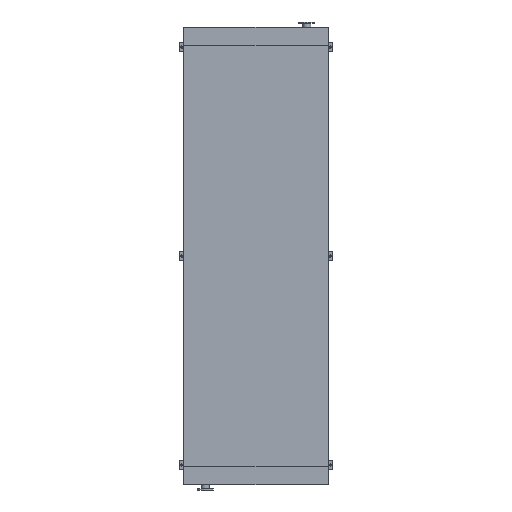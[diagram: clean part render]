
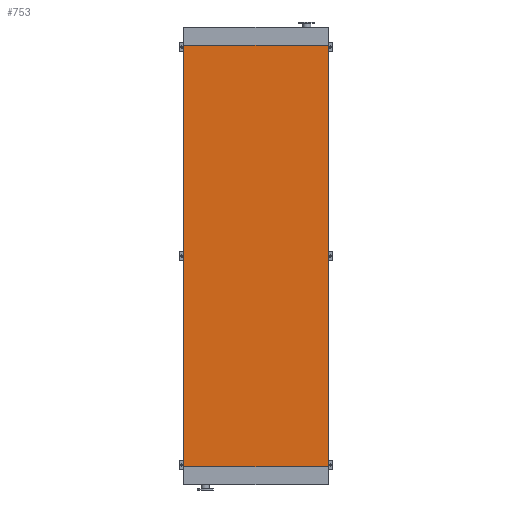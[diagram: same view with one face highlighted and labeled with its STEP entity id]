
A CAD part, front view. The second image highlights one B-rep face of the part: STEP entity #753.
In plain terms, the highlighted planar face has unit normal (0, -1, 0).
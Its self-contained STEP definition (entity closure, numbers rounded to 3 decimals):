
#332 = VECTOR ( 'NONE', #16826, 1000. ) ;
#666 = DIRECTION ( 'NONE',  ( 0., 0., 1. ) ) ;
#753 = ADVANCED_FACE ( 'NONE', ( #14445 ), #1909, .T. ) ;
#1752 = CARTESIAN_POINT ( 'NONE',  ( -965., 0., -5650. ) ) ;
#1909 = PLANE ( 'NONE',  #9553 ) ;
#2085 = DIRECTION ( 'NONE',  ( 0., 0., -1. ) ) ;
#2269 = VECTOR ( 'NONE', #666, 1000. ) ;
#3124 = DIRECTION ( 'NONE',  ( 1., 0., 0. ) ) ;
#4419 = VERTEX_POINT ( 'NONE', #18902 ) ;
#5643 = VECTOR ( 'NONE', #19790, 1000. ) ;
#5729 = EDGE_CURVE ( 'NONE', #20386, #13864, #16619, .T. ) ;
#6984 = EDGE_CURVE ( 'NONE', #17029, #13864, #15466, .T. ) ;
#7060 = EDGE_CURVE ( 'NONE', #4419, #20386, #14360, .T. ) ;
#7381 = ORIENTED_EDGE ( 'NONE', *, *, #7060, .T. ) ;
#8292 = CARTESIAN_POINT ( 'NONE',  ( -965., 0., 0. ) ) ;
#8593 = VECTOR ( 'NONE', #3124, 1000. ) ;
#9553 = AXIS2_PLACEMENT_3D ( 'NONE', #11128, #12971, #2085 ) ;
#11128 = CARTESIAN_POINT ( 'NONE',  ( -965., 0., -5650. ) ) ;
#12971 = DIRECTION ( 'NONE',  ( 0., -1., 0. ) ) ;
#13864 = VERTEX_POINT ( 'NONE', #18760 ) ;
#14360 = LINE ( 'NONE', #17448, #8593 ) ;
#14445 = FACE_OUTER_BOUND ( 'NONE', #16434, .T. ) ;
#15336 = EDGE_CURVE ( 'NONE', #4419, #17029, #19720, .T. ) ;
#15466 = LINE ( 'NONE', #18589, #332 ) ;
#16434 = EDGE_LOOP ( 'NONE', ( #17313, #20299, #7381, #17243 ) ) ;
#16619 = LINE ( 'NONE', #18700, #2269 ) ;
#16826 = DIRECTION ( 'NONE',  ( 1., 0., 0. ) ) ;
#17029 = VERTEX_POINT ( 'NONE', #8292 ) ;
#17243 = ORIENTED_EDGE ( 'NONE', *, *, #5729, .T. ) ;
#17313 = ORIENTED_EDGE ( 'NONE', *, *, #6984, .F. ) ;
#17448 = CARTESIAN_POINT ( 'NONE',  ( -965., 0., -5650. ) ) ;
#18589 = CARTESIAN_POINT ( 'NONE',  ( -965., 0., 0. ) ) ;
#18700 = CARTESIAN_POINT ( 'NONE',  ( 965., 0., -5650. ) ) ;
#18760 = CARTESIAN_POINT ( 'NONE',  ( 965., 0., 0. ) ) ;
#18902 = CARTESIAN_POINT ( 'NONE',  ( -965., 0., -5650. ) ) ;
#19720 = LINE ( 'NONE', #1752, #5643 ) ;
#19790 = DIRECTION ( 'NONE',  ( 0., 0., 1. ) ) ;
#20299 = ORIENTED_EDGE ( 'NONE', *, *, #15336, .F. ) ;
#20386 = VERTEX_POINT ( 'NONE', #23156 ) ;
#23156 = CARTESIAN_POINT ( 'NONE',  ( 965., 0., -5650. ) ) ;
